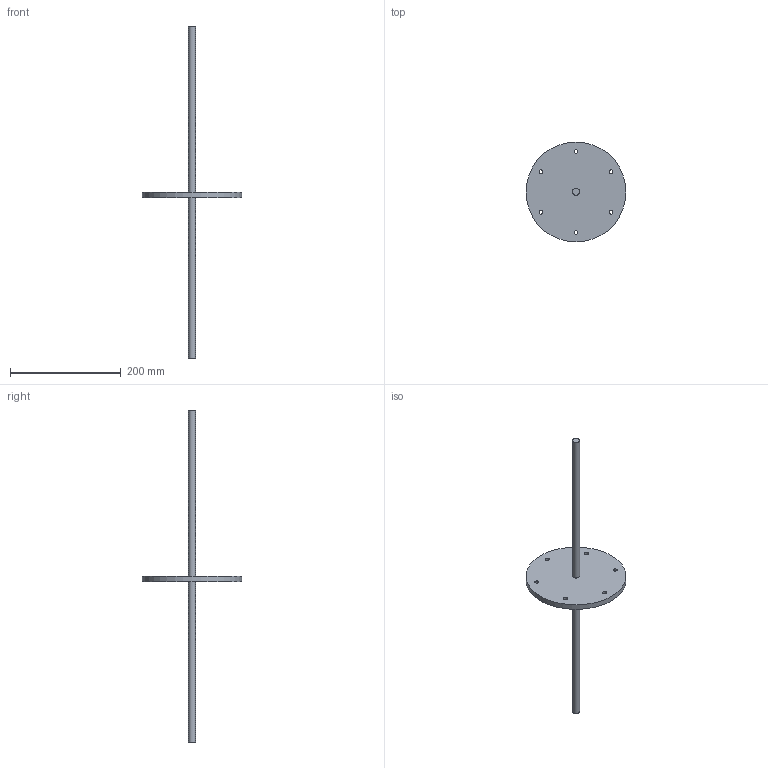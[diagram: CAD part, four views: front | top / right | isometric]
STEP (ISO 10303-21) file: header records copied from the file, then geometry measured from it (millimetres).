
FILE_DESCRIPTION(/* description */ (''),/* implementation_level */ '2;1');
FILE_NAME(/* name */ 'Montagem_sistema_simplificado.stp',/* time_stamp */ '2019-05-25T16:52:11-03:00',/* author */ ('vinig'),/* organization */ (''),/* preprocessor_version */ 'ST-DEVELOPER v16.13',/* originating_system */ 'Autodesk Inventor 2018',/* authorisation */ '');
FILE_SCHEMA (('AUTOMOTIVE_DESIGN { 1 0 10303 214 3 1 1 }'));
Length unit declared in the file: millimetre
Products named in the file (3): Montagem_sistema_simplificado; Disco; Eixo_simplificado
Assembly tree (2 placements, depth 2):
  Montagem_sistema_simplificado
    Disco
    Eixo_simplificado
Bounding box: 180.7 x 180.7 x 600 mm (x, y, z)
Volume: 329002.4 mm3; surface area: 82150.7 mm2
Topology: 2 solids, 2 shells, 13 faces, 27 edges, 18 vertices
Faces by surface type: cylinder 9, plane 4
Full cylindrical faces by diameter (mm): 6.8 x6, 12.7 x1, 12.75 x1, 180.7 x1
Entity records: 445 total; most frequent: DIRECTION 72, CARTESIAN_POINT 54, EDGE_LOOP 36, ORIENTED_EDGE 36, AXIS2_PLACEMENT_3D 36, FACE_BOUND 23, CIRCLE 18, VERTEX_POINT 18
